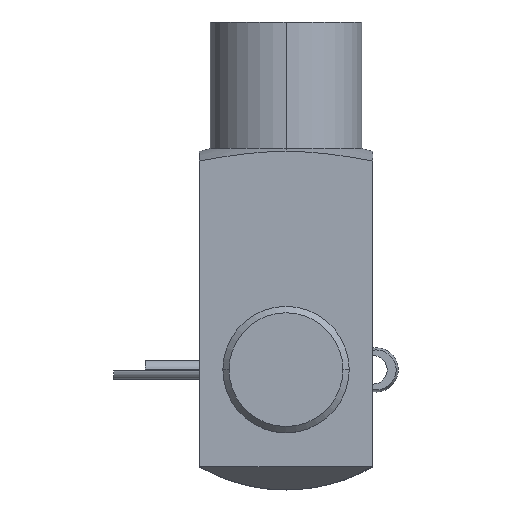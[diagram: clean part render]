
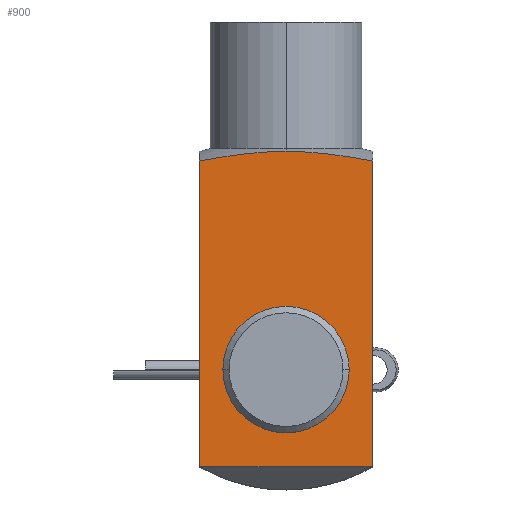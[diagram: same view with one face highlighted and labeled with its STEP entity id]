
A CAD part, top view. The second image highlights one B-rep face of the part: STEP entity #900.
In plain terms, the highlighted planar face has unit normal (0, 0, 1).
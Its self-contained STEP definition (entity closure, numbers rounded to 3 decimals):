
#2 = ORIENTED_EDGE ( 'NONE', *, *, #2071, .T. ) ;
#46 = CIRCLE ( 'NONE', #1855, 55. ) ;
#104 = CARTESIAN_POINT ( 'NONE',  ( 0., 104.01, 0. ) ) ;
#133 = EDGE_CURVE ( 'NONE', #2058, #2051, #1287, .T. ) ;
#137 = CARTESIAN_POINT ( 'NONE',  ( 0., 104.01, 0. ) ) ;
#144 = CARTESIAN_POINT ( 'NONE',  ( 22.903, 106.984, 0. ) ) ;
#161 = CARTESIAN_POINT ( 'NONE',  ( 29.795, 107.062, 0. ) ) ;
#193 = CARTESIAN_POINT ( 'NONE',  ( 0., 7.217, 0. ) ) ;
#196 = CARTESIAN_POINT ( 'NONE',  ( 12.5, 38., 0. ) ) ;
#244 = ORIENTED_EDGE ( 'NONE', *, *, #1956, .T. ) ;
#276 = ORIENTED_EDGE ( 'NONE', *, *, #652, .T. ) ;
#298 = CIRCLE ( 'NONE', #1599, 15. ) ;
#306 = CARTESIAN_POINT ( 'NONE',  ( 0., 108., 0. ) ) ;
#333 = CARTESIAN_POINT ( 'NONE',  ( 0., 7.369, 0. ) ) ;
#360 = EDGE_CURVE ( 'NONE', #1570, #2058, #1512, .T. ) ;
#362 = CARTESIAN_POINT ( 'NONE',  ( 2.277, 104.441, 0. ) ) ;
#392 = CARTESIAN_POINT ( 'NONE',  ( 27.5, 107.062, 0. ) ) ;
#416 = VERTEX_POINT ( 'NONE', #196 ) ;
#597 = ORIENTED_EDGE ( 'NONE', *, *, #133, .F. ) ;
#622 = DIRECTION ( 'NONE',  ( 0., 0., 1. ) ) ;
#634 = CARTESIAN_POINT ( 'NONE',  ( 27.5, 55., 0. ) ) ;
#652 = EDGE_CURVE ( 'NONE', #980, #2127, #2111, .T. ) ;
#688 = CARTESIAN_POINT ( 'NONE',  ( 27.5, 38., 0. ) ) ;
#715 = AXIS2_PLACEMENT_3D ( 'NONE', #634, #622, #1791 ) ;
#798 = DIRECTION ( 'NONE',  ( 0., -1., 0. ) ) ;
#828 = CIRCLE ( 'NONE', #715, 55. ) ;
#876 = CARTESIAN_POINT ( 'NONE',  ( 11.432, 105.914, 0. ) ) ;
#891 = CIRCLE ( 'NONE', #1690, 15. ) ;
#900 = ADVANCED_FACE ( 'NONE', ( #1075, #1148 ), #1442, .F. ) ;
#921 = EDGE_LOOP ( 'NONE', ( #2380, #2908 ) ) ;
#969 = CARTESIAN_POINT ( 'NONE',  ( 27.5, 55., 0. ) ) ;
#980 = VERTEX_POINT ( 'NONE', #1688 ) ;
#1075 = FACE_BOUND ( 'NONE', #921, .T. ) ;
#1078 = CARTESIAN_POINT ( 'NONE',  ( 55., 104.01, 0. ) ) ;
#1080 = CARTESIAN_POINT ( 'NONE',  ( 27.5, 107.062, 0. ) ) ;
#1148 = FACE_OUTER_BOUND ( 'NONE', #1284, .T. ) ;
#1179 = DIRECTION ( 'NONE',  ( -1., 0., 0. ) ) ;
#1219 = EDGE_CURVE ( 'NONE', #1947, #416, #891, .T. ) ;
#1284 = EDGE_LOOP ( 'NONE', ( #2122, #244, #2, #276, #1702, #2383, #597 ) ) ;
#1285 = CARTESIAN_POINT ( 'NONE',  ( 9.141, 105.585, 0. ) ) ;
#1287 = B_SPLINE_CURVE_WITH_KNOTS ( 'NONE', 3,
 ( #1080, #161, #1977, #2661, #2464, #1994, #1312, #2442, #1304, #2890 ),
 .UNSPECIFIED., .F., .F.,
 ( 4, 2, 2, 2, 4 ),
 ( 0.056, 0.063, 0.07, 0.077, 0.084 ),
 .UNSPECIFIED. ) ;
#1304 = CARTESIAN_POINT ( 'NONE',  ( 52.731, 104.44, 0. ) ) ;
#1312 = CARTESIAN_POINT ( 'NONE',  ( 45.89, 105.58, 0. ) ) ;
#1349 = CARTESIAN_POINT ( 'NONE',  ( 18.311, 106.685, 0. ) ) ;
#1369 = DIRECTION ( 'NONE',  ( 1., 0., 0. ) ) ;
#1411 = DIRECTION ( 'NONE',  ( -1., 0., 0. ) ) ;
#1429 = CARTESIAN_POINT ( 'NONE',  ( 27.5, 38., 0. ) ) ;
#1441 = CARTESIAN_POINT ( 'NONE',  ( 55., 108., 0. ) ) ;
#1442 = PLANE ( 'NONE',  #2886 ) ;
#1445 = EDGE_CURVE ( 'NONE', #416, #1947, #298, .T. ) ;
#1512 = B_SPLINE_CURVE_WITH_KNOTS ( 'NONE', 3,
 ( #137, #362, #2423, #1285, #876, #2874, #1349, #144, #1744, #2926 ),
 .UNSPECIFIED., .F., .F.,
 ( 4, 2, 2, 2, 4 ),
 ( 0.029, 0.036, 0.043, 0.049, 0.056 ),
 .UNSPECIFIED. ) ;
#1570 = VERTEX_POINT ( 'NONE', #104 ) ;
#1587 = VECTOR ( 'NONE', #1902, 1000. ) ;
#1599 = AXIS2_PLACEMENT_3D ( 'NONE', #1429, #2566, #1695 ) ;
#1688 = CARTESIAN_POINT ( 'NONE',  ( 0.264, 7.217, 0. ) ) ;
#1689 = DIRECTION ( 'NONE',  ( 0., 0., 1. ) ) ;
#1690 = AXIS2_PLACEMENT_3D ( 'NONE', #688, #2072, #1179 ) ;
#1695 = DIRECTION ( 'NONE',  ( -1., 0., 0. ) ) ;
#1702 = ORIENTED_EDGE ( 'NONE', *, *, #2486, .T. ) ;
#1709 = VERTEX_POINT ( 'NONE', #2520 ) ;
#1729 = VECTOR ( 'NONE', #798, 1000. ) ;
#1744 = CARTESIAN_POINT ( 'NONE',  ( 25.2, 107.062, 0. ) ) ;
#1791 = DIRECTION ( 'NONE',  ( -1., 0., 0. ) ) ;
#1829 = VECTOR ( 'NONE', #1369, 1000. ) ;
#1844 = EDGE_CURVE ( 'NONE', #2051, #1709, #2142, .T. ) ;
#1855 = AXIS2_PLACEMENT_3D ( 'NONE', #969, #1689, #2325 ) ;
#1879 = DIRECTION ( 'NONE',  ( 0., 0., -1. ) ) ;
#1884 = VERTEX_POINT ( 'NONE', #333 ) ;
#1902 = DIRECTION ( 'NONE',  ( 0., -1., 0. ) ) ;
#1947 = VERTEX_POINT ( 'NONE', #2630 ) ;
#1956 = EDGE_CURVE ( 'NONE', #1570, #1884, #1989, .T. ) ;
#1977 = CARTESIAN_POINT ( 'NONE',  ( 32.092, 106.984, 0. ) ) ;
#1989 = LINE ( 'NONE', #2855, #1729 ) ;
#1994 = CARTESIAN_POINT ( 'NONE',  ( 43.595, 105.911, 0. ) ) ;
#2018 = CARTESIAN_POINT ( 'NONE',  ( 54.736, 7.217, 0. ) ) ;
#2051 = VERTEX_POINT ( 'NONE', #1078 ) ;
#2058 = VERTEX_POINT ( 'NONE', #392 ) ;
#2071 = EDGE_CURVE ( 'NONE', #1884, #980, #828, .T. ) ;
#2072 = DIRECTION ( 'NONE',  ( 0., 0., -1. ) ) ;
#2111 = LINE ( 'NONE', #193, #1829 ) ;
#2122 = ORIENTED_EDGE ( 'NONE', *, *, #360, .F. ) ;
#2127 = VERTEX_POINT ( 'NONE', #2018 ) ;
#2142 = LINE ( 'NONE', #1441, #1587 ) ;
#2325 = DIRECTION ( 'NONE',  ( -1., 0., 0. ) ) ;
#2380 = ORIENTED_EDGE ( 'NONE', *, *, #1445, .T. ) ;
#2383 = ORIENTED_EDGE ( 'NONE', *, *, #1844, .F. ) ;
#2423 = CARTESIAN_POINT ( 'NONE',  ( 4.561, 104.848, 0. ) ) ;
#2442 = CARTESIAN_POINT ( 'NONE',  ( 50.457, 104.845, 0. ) ) ;
#2464 = CARTESIAN_POINT ( 'NONE',  ( 38.99, 106.464, 0. ) ) ;
#2486 = EDGE_CURVE ( 'NONE', #2127, #1709, #46, .T. ) ;
#2520 = CARTESIAN_POINT ( 'NONE',  ( 55., 7.369, 0. ) ) ;
#2566 = DIRECTION ( 'NONE',  ( 0., 0., -1. ) ) ;
#2630 = CARTESIAN_POINT ( 'NONE',  ( 42.5, 38., 0. ) ) ;
#2661 = CARTESIAN_POINT ( 'NONE',  ( 36.69, 106.685, 0. ) ) ;
#2855 = CARTESIAN_POINT ( 'NONE',  ( 0., 108., 0. ) ) ;
#2874 = CARTESIAN_POINT ( 'NONE',  ( 16.017, 106.464, 0. ) ) ;
#2886 = AXIS2_PLACEMENT_3D ( 'NONE', #306, #1879, #1411 ) ;
#2890 = CARTESIAN_POINT ( 'NONE',  ( 55., 104.01, 0. ) ) ;
#2908 = ORIENTED_EDGE ( 'NONE', *, *, #1219, .T. ) ;
#2926 = CARTESIAN_POINT ( 'NONE',  ( 27.5, 107.062, 0. ) ) ;
